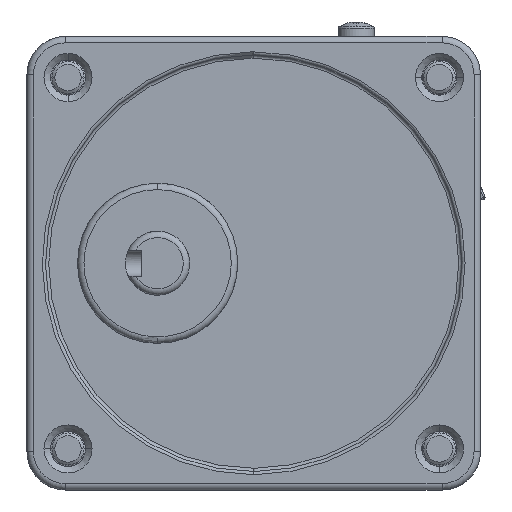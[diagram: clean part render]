
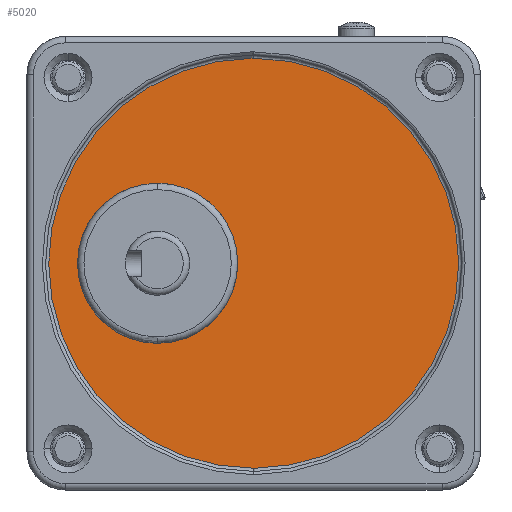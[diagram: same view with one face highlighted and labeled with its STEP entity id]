
A CAD part, front view. The second image highlights one B-rep face of the part: STEP entity #5020.
In plain terms, the highlighted face is planar.
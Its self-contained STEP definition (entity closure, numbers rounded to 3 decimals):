
#4218=CARTESIAN_POINT('',(0.,0.,41.));
#4219=DIRECTION('',(0.,0.,1.));
#4220=DIRECTION('',(1.,0.,0.));
#4221=AXIS2_PLACEMENT_3D('',#4218,#4219,#4220);
#4228=CARTESIAN_POINT('',(0.,0.,41.));
#4229=DIRECTION('',(0.,0.,1.));
#4230=DIRECTION('',(-1.,0.,0.));
#4231=AXIS2_PLACEMENT_3D('',#4228,#4229,#4230);
#4233=CARTESIAN_POINT('',(0.,0.,41.));
#4234=DIRECTION('',(0.,0.,-1.));
#4235=DIRECTION('',(1.,0.,0.));
#4236=AXIS2_PLACEMENT_3D('',#4233,#4234,#4235);
#4238=CARTESIAN_POINT('',(0.,0.,41.));
#4239=DIRECTION('',(0.,0.,-1.));
#4240=DIRECTION('',(-1.,0.,0.));
#4241=AXIS2_PLACEMENT_3D('',#4238,#4239,#4240);
#4371=CARTESIAN_POINT('',(32.,0.,41.));
#4372=VERTEX_POINT('',#4371);
#4373=CARTESIAN_POINT('',(31.999,0.265,41.));
#4374=VERTEX_POINT('',#4373);
#4375=CARTESIAN_POINT('',(-32.,0.,41.));
#4376=VERTEX_POINT('',#4375);
#4377=CARTESIAN_POINT('',(-31.999,-0.265,41.));
#4378=VERTEX_POINT('',#4377);
#5009=CARTESIAN_POINT('',(0.,0.,41.));
#5010=DIRECTION('',(0.,0.,1.));
#5011=DIRECTION('',(1.,0.,0.));
#5012=AXIS2_PLACEMENT_3D('',#5009,#5010,#5011);
#5013=PLANE('',#5012);
#5014=ORIENTED_EDGE('',*,*,#5003,.T.);
#5015=ORIENTED_EDGE('',*,*,#5001,.F.);
#5016=ORIENTED_EDGE('',*,*,#4986,.T.);
#5017=ORIENTED_EDGE('',*,*,#4984,.F.);
#5018=EDGE_LOOP('',(#5014,#5015,#5016,#5017));
#5019=FACE_OUTER_BOUND('',#5018,.F.);
#5020=ADVANCED_FACE('',(#5019),#5013,.T.);
#4222=CIRCLE('',#4221,32.);
#4232=CIRCLE('',#4231,32.);
#4237=CIRCLE('',#4236,32.);
#4242=CIRCLE('',#4241,32.);
#4984=EDGE_CURVE('',#4372,#4374,#4222,.T.);
#4986=EDGE_CURVE('',#4376,#4374,#4242,.T.);
#5001=EDGE_CURVE('',#4376,#4378,#4232,.T.);
#5003=EDGE_CURVE('',#4372,#4378,#4237,.T.);
